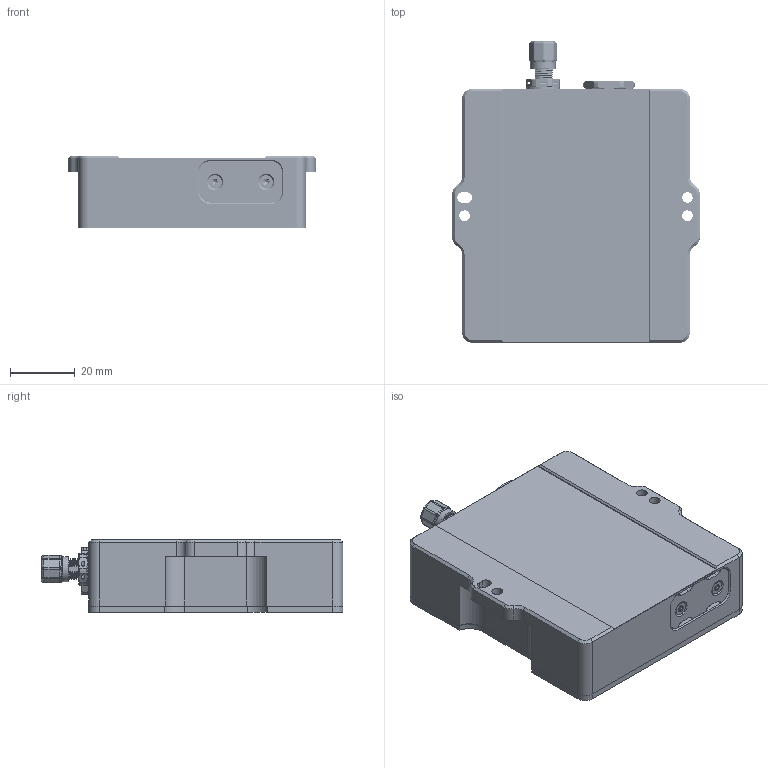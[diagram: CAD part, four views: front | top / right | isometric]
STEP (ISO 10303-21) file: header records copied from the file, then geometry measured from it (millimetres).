
FILE_DESCRIPTION(/* description */ (''),/* implementation_level */ '2;1');
FILE_NAME(/* name */ '6232-4270.stp',/* time_stamp */ '2017-03-03T08:29:22-05:00',/* author */ ('Chad_Thelen'),/* organization */ (''),/* preprocessor_version */ 'ST-DEVELOPER v15.6',/* originating_system */ 'Autodesk Inventor 2015',/* authorisation */ '');
FILE_SCHEMA (('AUTOMOTIVE_DESIGN { 1 0 10303 214 3 1 1 }'));
Products named in the file (20): 3065-0111; 3065-0112; 3065-7107; 3065-7109; 9117-0016_RQ1; 3065-0137; 9008-0328_nut; 9008-0329_connector; 9008-0329_washer; 9008-0329_nut; 3065-0125; 3065-0126; 9117-0019; 9117-0020; 9100-0217; 9103-0010; 9100-0202; 9008-0379; 9008-0328_connector; 3065-0136
Assembly tree (35 placements, depth 2):
  3065-0136
    3065-0111
    3065-0112
    3065-7107
    3065-7109
    9117-0016_RQ1
    3065-0137
    9008-0328_connector
    9008-0328_nut
    9008-0329_connector
    9008-0329_washer
    9008-0329_nut
    3065-0125
    3065-0126
    9117-0019
    9117-0020
    9100-0217  x10
    9103-0010
    9100-0202  x8
    9008-0379
Bounding box: 76.2 x 92.82 x 22.23 mm (x, y, z)
Volume: 61012.2 mm3; surface area: 57790.9 mm2
Topology: 34 solids, 35 shells, 1518 faces, 4594 edges, 3187 vertices
Faces by surface type: plane 560, cylinder 443, cone 278, bspline 190, sphere 24, torus 23
Full cylindrical faces by diameter (mm): 0.5 x16, 0.508 x1, 0.635 x7, 0.686 x12, 0.889 x4, 0.9 x3, 1.219 x6, 1.27 x1, 1.3 x1, 1.499 x1, 1.702 x14, 2.159 x8, 2.362 x2, 2.381 x8, 2.438 x2, 3.048 x8, 3.175 x1, 3.213 x1, 3.277 x2, 4.1 x1, 4.65 x1, 5.33 x1, 5.41 x8, 5.588 x1, 6.516 x1, 6.604 x1, 6.705 x1, 7.6 x1, 7.747 x1, 7.849 x1
Entity records: 48178 total; most frequent: CARTESIAN_POINT 22793, ORIENTED_EDGE 5199, DIRECTION 4699, EDGE_CURVE 2600, VERTEX_POINT 1806, AXIS2_PLACEMENT_3D 1694, EDGE_LOOP 1401, LINE 1311
